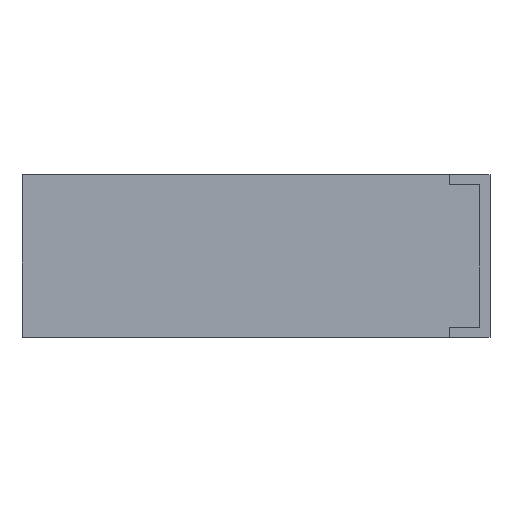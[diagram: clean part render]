
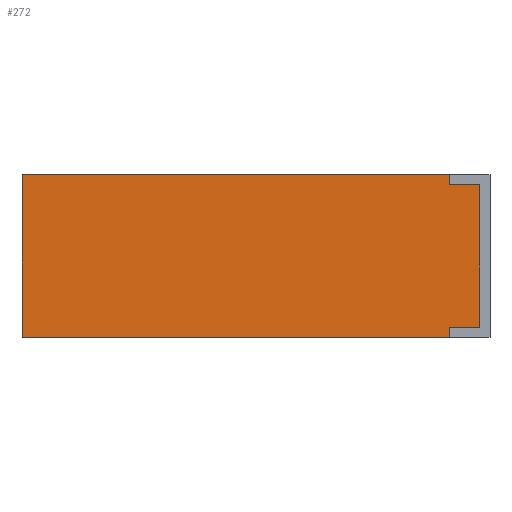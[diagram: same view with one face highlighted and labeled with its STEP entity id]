
A CAD part, top view. The second image highlights one B-rep face of the part: STEP entity #272.
In plain terms, the highlighted planar face has unit normal (0, 0, 1).
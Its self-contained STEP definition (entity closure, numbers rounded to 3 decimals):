
#150 = VERTEX_POINT('',#151);
#151 = CARTESIAN_POINT('',(-11.5,4.,1.8));
#157 = EDGE_CURVE('',#150,#158,#160,.T.);
#158 = VERTEX_POINT('',#159);
#159 = CARTESIAN_POINT('',(9.5,4.,1.8));
#160 = LINE('',#161,#162);
#161 = CARTESIAN_POINT('',(-11.5,4.,1.8));
#162 = VECTOR('',#163,1.);
#163 = DIRECTION('',(1.,0.,0.));
#229 = VERTEX_POINT('',#230);
#230 = CARTESIAN_POINT('',(-11.5,-4.,1.8));
#236 = EDGE_CURVE('',#229,#150,#237,.T.);
#237 = LINE('',#238,#239);
#238 = CARTESIAN_POINT('',(-11.5,-4.,1.8));
#239 = VECTOR('',#240,1.);
#240 = DIRECTION('',(0.,1.,0.));
#272 = ADVANCED_FACE('',(#273),#323,.T.);
#273 = FACE_BOUND('',#274,.T.);
#274 = EDGE_LOOP('',(#275,#283,#291,#299,#307,#315,#321,#322));
#275 = ORIENTED_EDGE('',*,*,#276,.F.);
#276 = EDGE_CURVE('',#277,#229,#279,.T.);
#277 = VERTEX_POINT('',#278);
#278 = CARTESIAN_POINT('',(9.5,-4.,1.8));
#279 = LINE('',#280,#281);
#280 = CARTESIAN_POINT('',(11.5,-4.,1.8));
#281 = VECTOR('',#282,1.);
#282 = DIRECTION('',(-1.,0.,0.));
#283 = ORIENTED_EDGE('',*,*,#284,.F.);
#284 = EDGE_CURVE('',#285,#277,#287,.T.);
#285 = VERTEX_POINT('',#286);
#286 = CARTESIAN_POINT('',(9.5,-3.5,1.8));
#287 = LINE('',#288,#289);
#288 = CARTESIAN_POINT('',(9.5,-3.5,1.8));
#289 = VECTOR('',#290,1.);
#290 = DIRECTION('',(0.,-1.,0.));
#291 = ORIENTED_EDGE('',*,*,#292,.F.);
#292 = EDGE_CURVE('',#293,#285,#295,.T.);
#293 = VERTEX_POINT('',#294);
#294 = CARTESIAN_POINT('',(11.,-3.5,1.8));
#295 = LINE('',#296,#297);
#296 = CARTESIAN_POINT('',(11.,-3.5,1.8));
#297 = VECTOR('',#298,1.);
#298 = DIRECTION('',(-1.,0.,0.));
#299 = ORIENTED_EDGE('',*,*,#300,.F.);
#300 = EDGE_CURVE('',#301,#293,#303,.T.);
#301 = VERTEX_POINT('',#302);
#302 = CARTESIAN_POINT('',(11.,3.5,1.8));
#303 = LINE('',#304,#305);
#304 = CARTESIAN_POINT('',(11.,3.5,1.8));
#305 = VECTOR('',#306,1.);
#306 = DIRECTION('',(0.,-1.,0.));
#307 = ORIENTED_EDGE('',*,*,#308,.F.);
#308 = EDGE_CURVE('',#309,#301,#311,.T.);
#309 = VERTEX_POINT('',#310);
#310 = CARTESIAN_POINT('',(9.5,3.5,1.8));
#311 = LINE('',#312,#313);
#312 = CARTESIAN_POINT('',(9.5,3.5,1.8));
#313 = VECTOR('',#314,1.);
#314 = DIRECTION('',(1.,0.,0.));
#315 = ORIENTED_EDGE('',*,*,#316,.F.);
#316 = EDGE_CURVE('',#158,#309,#317,.T.);
#317 = LINE('',#318,#319);
#318 = CARTESIAN_POINT('',(9.5,4.,1.8));
#319 = VECTOR('',#320,1.);
#320 = DIRECTION('',(0.,-1.,0.));
#321 = ORIENTED_EDGE('',*,*,#157,.F.);
#322 = ORIENTED_EDGE('',*,*,#236,.F.);
#323 = PLANE('',#324);
#324 = AXIS2_PLACEMENT_3D('',#325,#326,#327);
#325 = CARTESIAN_POINT('',(0.,0.,1.8));
#326 = DIRECTION('',(0.,0.,1.));
#327 = DIRECTION('',(1.,0.,0.));
